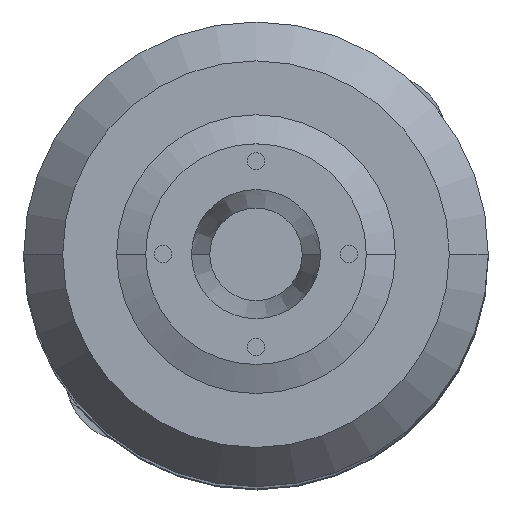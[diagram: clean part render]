
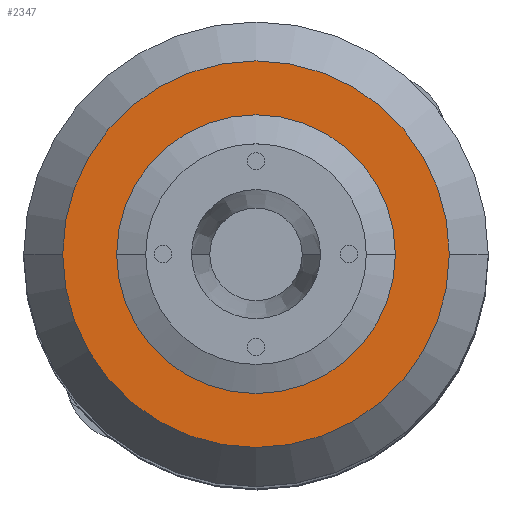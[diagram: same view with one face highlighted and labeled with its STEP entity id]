
A CAD part, top view. The second image highlights one B-rep face of the part: STEP entity #2347.
In plain terms, the highlighted face is planar.
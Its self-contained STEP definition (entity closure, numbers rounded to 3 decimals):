
#54 = FACE_BOUND ( 'NONE', #3772, .T. ) ;
#205 = DIRECTION ( 'NONE',  ( 1., 0., 0. ) ) ;
#468 = CIRCLE ( 'NONE', #4407, 19.85 ) ;
#580 = CARTESIAN_POINT ( 'NONE',  ( 5., 0., 0. ) ) ;
#905 = CIRCLE ( 'NONE', #1515, 33.287 ) ;
#1216 = ORIENTED_EDGE ( 'NONE', *, *, #3308, .F. ) ;
#1253 = CARTESIAN_POINT ( 'NONE',  ( 5., 19.85, 0. ) ) ;
#1269 = ORIENTED_EDGE ( 'NONE', *, *, #4952, .T. ) ;
#1279 = AXIS2_PLACEMENT_3D ( 'NONE', #5006, #3042, #4597 ) ;
#1414 = CARTESIAN_POINT ( 'NONE',  ( 5., 0., -19.85 ) ) ;
#1515 = AXIS2_PLACEMENT_3D ( 'NONE', #2535, #2929, #4118 ) ;
#1803 = DIRECTION ( 'NONE',  ( 0., 0., -1. ) ) ;
#1816 = AXIS2_PLACEMENT_3D ( 'NONE', #580, #205, #1803 ) ;
#1929 = DIRECTION ( 'NONE',  ( 1., 0., 0. ) ) ;
#2020 = ORIENTED_EDGE ( 'NONE', *, *, #4623, .T. ) ;
#2347 = ADVANCED_FACE ( 'NONE', ( #54, #4873 ), #4402, .T. ) ;
#2535 = CARTESIAN_POINT ( 'NONE',  ( 5., 0., 0. ) ) ;
#2689 = CARTESIAN_POINT ( 'NONE',  ( 5., 0., -33.287 ) ) ;
#2929 = DIRECTION ( 'NONE',  ( 1., 0., 0. ) ) ;
#2952 = EDGE_CURVE ( 'NONE', #4982, #5014, #905, .T. ) ;
#3042 = DIRECTION ( 'NONE',  ( 1., 0., 0. ) ) ;
#3064 = CARTESIAN_POINT ( 'NONE',  ( 5., 0., 33.287 ) ) ;
#3308 = EDGE_CURVE ( 'NONE', #5014, #4982, #3543, .T. ) ;
#3466 = CARTESIAN_POINT ( 'NONE',  ( 5., 0., 0. ) ) ;
#3543 = CIRCLE ( 'NONE', #1816, 33.287 ) ;
#3555 = EDGE_LOOP ( 'NONE', ( #1216, #4436 ) ) ;
#3562 = CARTESIAN_POINT ( 'NONE',  ( 5., 0., 19.85 ) ) ;
#3772 = EDGE_LOOP ( 'NONE', ( #2020, #1269 ) ) ;
#3842 = VERTEX_POINT ( 'NONE', #1414 ) ;
#3983 = DIRECTION ( 'NONE',  ( 0., 0., 1. ) ) ;
#4118 = DIRECTION ( 'NONE',  ( 0., 0., -1. ) ) ;
#4182 = VERTEX_POINT ( 'NONE', #3562 ) ;
#4353 = AXIS2_PLACEMENT_3D ( 'NONE', #1253, #4778, #3983 ) ;
#4372 = CIRCLE ( 'NONE', #1279, 19.85 ) ;
#4402 = PLANE ( 'NONE',  #4353 ) ;
#4407 = AXIS2_PLACEMENT_3D ( 'NONE', #3466, #1929, #5002 ) ;
#4436 = ORIENTED_EDGE ( 'NONE', *, *, #2952, .F. ) ;
#4597 = DIRECTION ( 'NONE',  ( 0., 0., -1. ) ) ;
#4623 = EDGE_CURVE ( 'NONE', #3842, #4182, #4372, .T. ) ;
#4778 = DIRECTION ( 'NONE',  ( -1., 0., 0. ) ) ;
#4873 = FACE_OUTER_BOUND ( 'NONE', #3555, .T. ) ;
#4952 = EDGE_CURVE ( 'NONE', #4182, #3842, #468, .T. ) ;
#4982 = VERTEX_POINT ( 'NONE', #3064 ) ;
#5002 = DIRECTION ( 'NONE',  ( 0., 0., -1. ) ) ;
#5006 = CARTESIAN_POINT ( 'NONE',  ( 5., 0., 0. ) ) ;
#5014 = VERTEX_POINT ( 'NONE', #2689 ) ;
